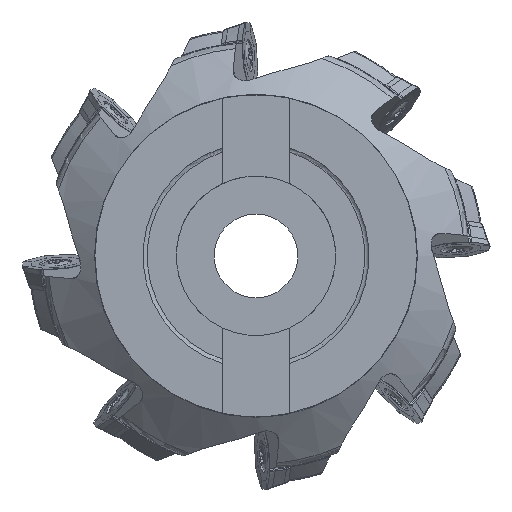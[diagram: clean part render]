
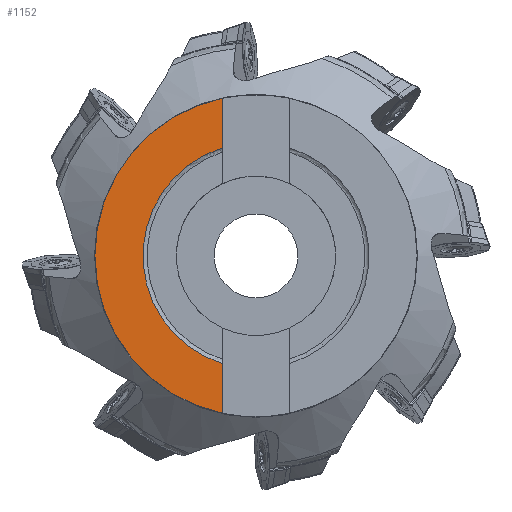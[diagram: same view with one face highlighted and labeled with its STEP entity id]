
A CAD part, top view. The second image highlights one B-rep face of the part: STEP entity #1152.
In plain terms, the highlighted planar face has unit normal (0, 0, 1).
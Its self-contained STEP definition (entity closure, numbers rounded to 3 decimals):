
#861=CIRCLE('',#9377,27.);
#862=CIRCLE('',#9378,38.5);
#1152=ADVANCED_FACE('',(#1751),#1560,.T.);
#1560=PLANE('',#9379);
#1751=FACE_OUTER_BOUND('',#2169,.T.);
#2169=EDGE_LOOP('',(#3654,#3655,#3656,#3657));
#2681=LINE('',#13670,#2908);
#2682=LINE('',#13674,#2909);
#2908=VECTOR('',#10395,1.);
#2909=VECTOR('',#10398,1.);
#3654=ORIENTED_EDGE('',*,*,#7206,.F.);
#3655=ORIENTED_EDGE('',*,*,#7207,.F.);
#3656=ORIENTED_EDGE('',*,*,#7208,.T.);
#3657=ORIENTED_EDGE('',*,*,#7209,.F.);
#6158=VERTEX_POINT('',#13668);
#6159=VERTEX_POINT('',#13669);
#6160=VERTEX_POINT('',#13671);
#6161=VERTEX_POINT('',#13673);
#7206=EDGE_CURVE('',#6158,#6159,#861,.T.);
#7207=EDGE_CURVE('',#6160,#6158,#2681,.T.);
#7208=EDGE_CURVE('',#6160,#6161,#862,.T.);
#7209=EDGE_CURVE('',#6159,#6161,#2682,.T.);
#9377=AXIS2_PLACEMENT_3D('',#13667,#10393,#10394);
#9378=AXIS2_PLACEMENT_3D('',#13672,#10396,#10397);
#9379=AXIS2_PLACEMENT_3D('',#13675,#10399,#10400);
#10393=DIRECTION('',(0.,0.,1.));
#10394=DIRECTION('',(-1.,0.,0.));
#10395=DIRECTION('',(0.,-1.,0.));
#10396=DIRECTION('',(0.,0.,1.));
#10397=DIRECTION('',(-1.,0.,0.));
#10398=DIRECTION('',(0.,-1.,0.));
#10399=DIRECTION('',(0.,0.,1.));
#10400=DIRECTION('',(-1.,0.,0.));
#13667=CARTESIAN_POINT('',(0.,0.,0.));
#13668=CARTESIAN_POINT('',(-8.028,25.779,0.));
#13669=CARTESIAN_POINT('',(-8.028,-25.779,0.));
#13670=CARTESIAN_POINT('',(-8.028,67.425,0.));
#13671=CARTESIAN_POINT('',(-8.028,37.654,0.));
#13672=CARTESIAN_POINT('',(0.,0.,0.));
#13673=CARTESIAN_POINT('',(-8.028,-37.654,0.));
#13674=CARTESIAN_POINT('',(-8.028,0.,0.));
#13675=CARTESIAN_POINT('',(0.,0.,0.));
